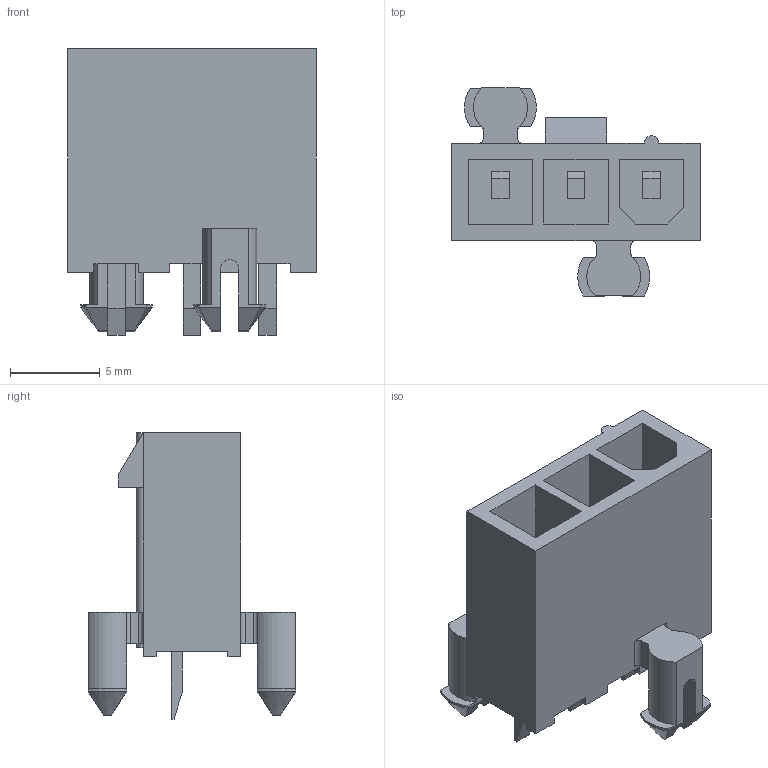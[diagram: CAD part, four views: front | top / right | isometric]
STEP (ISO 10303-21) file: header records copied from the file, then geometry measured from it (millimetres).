
FILE_DESCRIPTION(('FreeCAD Model'),'2;1');
FILE_NAME('_39301039_cp.step','2017-12-16T00:53:08',( 'kicad StepUp'),('ksu MCAD'),'Open CASCADE STEP processor 7.1', 'FreeCAD','Unknown');
FILE_SCHEMA(('AUTOMOTIVE_DESIGN { 1 0 10303 214 1 1 1 1 }'));
Length unit declared in the file: millimetre
Products named in the file (1): _39301039_cp
Bounding box: 13.8 x 11.56 x 15.95 mm (x, y, z)
Volume: 631.7 mm3; surface area: 1302.1 mm2
Topology: 1 solids, 1 shells, 167 faces, 458 edges, 316 vertices
Faces by surface type: plane 136, cylinder 27, cone 4
Entity records: 6499 total; most frequent: CARTESIAN_POINT 1062, ORIENTED_EDGE 892, DIRECTION 840, EDGE_CURVE 446, LINE 380, VECTOR 380, VERTEX_POINT 292, AXIS2_PLACEMENT_3D 230
